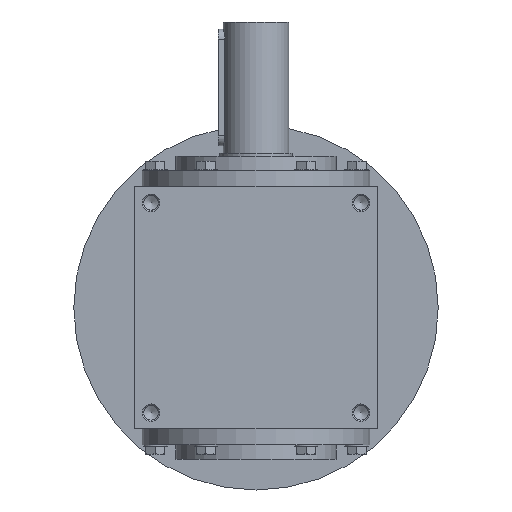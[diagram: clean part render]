
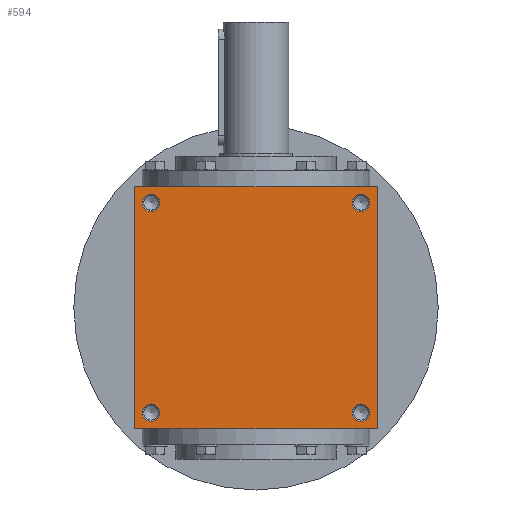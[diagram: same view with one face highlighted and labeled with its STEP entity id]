
A CAD part, left-side view. The second image highlights one B-rep face of the part: STEP entity #594.
In plain terms, the highlighted face is planar.
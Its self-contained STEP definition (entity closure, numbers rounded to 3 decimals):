
#594 = ADVANCED_FACE( '', ( #1212, #1213, #1214, #1215, #1216 ), #1217, .F. );
#1212 = FACE_BOUND( '', #1945, .T. );
#1213 = FACE_BOUND( '', #1946, .T. );
#1214 = FACE_BOUND( '', #1947, .T. );
#1215 = FACE_BOUND( '', #1948, .T. );
#1216 = FACE_OUTER_BOUND( '', #1949, .T. );
#1217 = PLANE( '', #1950 );
#1945 = EDGE_LOOP( '', ( #2915 ) );
#1946 = EDGE_LOOP( '', ( #2916 ) );
#1947 = EDGE_LOOP( '', ( #2917 ) );
#1948 = EDGE_LOOP( '', ( #2918 ) );
#1949 = EDGE_LOOP( '', ( #2919, #2920, #2921, #2922 ) );
#1950 = AXIS2_PLACEMENT_3D( '', #2923, #2924, #2925 );
#2915 = ORIENTED_EDGE( '', *, *, #3977, .F. );
#2916 = ORIENTED_EDGE( '', *, *, #4024, .T. );
#2917 = ORIENTED_EDGE( '', *, *, #3896, .F. );
#2918 = ORIENTED_EDGE( '', *, *, #4025, .T. );
#2919 = ORIENTED_EDGE( '', *, *, #3823, .F. );
#2920 = ORIENTED_EDGE( '', *, *, #4011, .F. );
#2921 = ORIENTED_EDGE( '', *, *, #4020, .F. );
#2922 = ORIENTED_EDGE( '', *, *, #3767, .F. );
#2923 = CARTESIAN_POINT( '', ( 0., 0., -83. ) );
#2924 = DIRECTION( '', ( 0., 0., 1. ) );
#2925 = DIRECTION( '', ( 1., 0., 0. ) );
#3767 = EDGE_CURVE( '', #4297, #4298, #4299, .T. );
#3823 = EDGE_CURVE( '', #4386, #4297, #4387, .T. );
#3896 = EDGE_CURVE( '', #4506, #4506, #4507, .T. );
#3977 = EDGE_CURVE( '', #4632, #4632, #4633, .T. );
#4011 = EDGE_CURVE( '', #4682, #4386, #4683, .T. );
#4020 = EDGE_CURVE( '', #4298, #4682, #4696, .T. );
#4024 = EDGE_CURVE( '', #4701, #4701, #4702, .T. );
#4025 = EDGE_CURVE( '', #4703, #4703, #4704, .T. );
#4297 = VERTEX_POINT( '', #5030 );
#4298 = VERTEX_POINT( '', #5031 );
#4299 = LINE( '', #5032, #5033 );
#4386 = VERTEX_POINT( '', #5156 );
#4387 = LINE( '', #5157, #5158 );
#4506 = VERTEX_POINT( '', #5293 );
#4507 = CIRCLE( '', #5294, 6. );
#4632 = VERTEX_POINT( '', #5431 );
#4633 = CIRCLE( '', #5432, 6. );
#4682 = VERTEX_POINT( '', #5489 );
#4683 = LINE( '', #5490, #5491 );
#4696 = LINE( '', #5505, #5506 );
#4701 = VERTEX_POINT( '', #5511 );
#4702 = CIRCLE( '', #5512, 6. );
#4703 = VERTEX_POINT( '', #5513 );
#4704 = CIRCLE( '', #5514, 6. );
#5030 = CARTESIAN_POINT( '', ( -83., -83., -83. ) );
#5031 = CARTESIAN_POINT( '', ( 83., -83., -83. ) );
#5032 = CARTESIAN_POINT( '', ( -83., -83., -83. ) );
#5033 = VECTOR( '', #6052, 1000. );
#5156 = CARTESIAN_POINT( '', ( -83., 83., -83. ) );
#5157 = CARTESIAN_POINT( '', ( -83., 83., -83. ) );
#5158 = VECTOR( '', #6131, 1000. );
#5293 = CARTESIAN_POINT( '', ( -78., -72., -83. ) );
#5294 = AXIS2_PLACEMENT_3D( '', #6274, #6275, #6276 );
#5431 = CARTESIAN_POINT( '', ( -78., 72., -83. ) );
#5432 = AXIS2_PLACEMENT_3D( '', #6424, #6425, #6426 );
#5489 = CARTESIAN_POINT( '', ( 83., 83., -83. ) );
#5490 = CARTESIAN_POINT( '', ( 83., 83., -83. ) );
#5491 = VECTOR( '', #6475, 1000. );
#5505 = CARTESIAN_POINT( '', ( 83., -83., -83. ) );
#5506 = VECTOR( '', #6489, 1000. );
#5511 = CARTESIAN_POINT( '', ( 78., 72., -83. ) );
#5512 = AXIS2_PLACEMENT_3D( '', #6493, #6494, #6495 );
#5513 = CARTESIAN_POINT( '', ( 78., -72., -83. ) );
#5514 = AXIS2_PLACEMENT_3D( '', #6496, #6497, #6498 );
#6052 = DIRECTION( '', ( 1., 0., 0. ) );
#6131 = DIRECTION( '', ( 0., -1., 0. ) );
#6274 = CARTESIAN_POINT( '', ( -72., -72., -83. ) );
#6275 = DIRECTION( '', ( 0., 0., -1. ) );
#6276 = DIRECTION( '', ( -1., 0., 0. ) );
#6424 = CARTESIAN_POINT( '', ( -72., 72., -83. ) );
#6425 = DIRECTION( '', ( 0., 0., -1. ) );
#6426 = DIRECTION( '', ( -1., 0., 0. ) );
#6475 = DIRECTION( '', ( -1., 0., 0. ) );
#6489 = DIRECTION( '', ( 0., 1., 0. ) );
#6493 = CARTESIAN_POINT( '', ( 72., 72., -83. ) );
#6494 = DIRECTION( '', ( 0., 0., 1. ) );
#6495 = DIRECTION( '', ( 1., 0., 0. ) );
#6496 = CARTESIAN_POINT( '', ( 72., -72., -83. ) );
#6497 = DIRECTION( '', ( 0., 0., 1. ) );
#6498 = DIRECTION( '', ( 1., 0., 0. ) );
